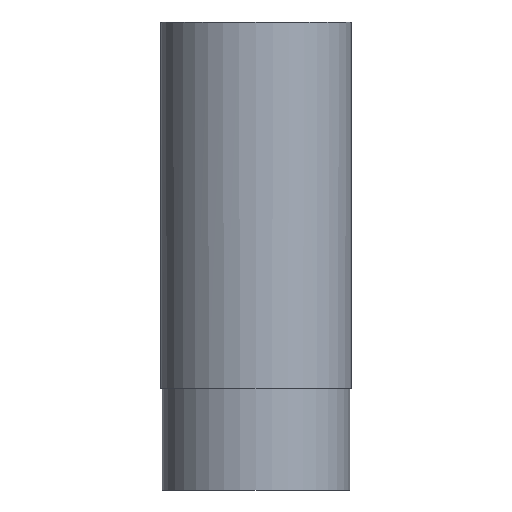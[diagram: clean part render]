
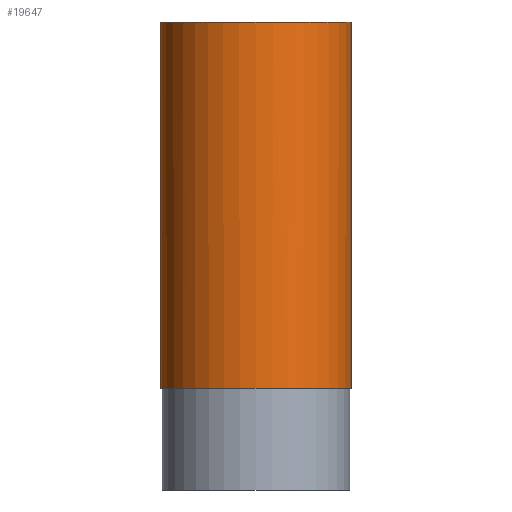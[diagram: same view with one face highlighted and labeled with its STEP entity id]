
A CAD part, left-side view. The second image highlights one B-rep face of the part: STEP entity #19647.
In plain terms, the highlighted cylindrical face has radius 28.15 mm (diameter 56.3 mm), a full revolution.
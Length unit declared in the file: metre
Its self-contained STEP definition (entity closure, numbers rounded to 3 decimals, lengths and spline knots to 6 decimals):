
#767=B_SPLINE_CURVE_WITH_KNOTS('',3,(#41083,#41084,#41085,#41086,#41087,
#41088),.UNSPECIFIED.,.F.,.F.,(4,1,1,4),(0.015436,0.019299,
0.023163,0.030889),.UNSPECIFIED.);
#768=B_SPLINE_CURVE_WITH_KNOTS('',3,(#41095,#41096,#41097,#41098,#41099),
 .UNSPECIFIED.,.F.,.F.,(4,1,4),(0.,0.007718,
0.015436),.UNSPECIFIED.);
#1409=CIRCLE('',#21874,0.02815);
#1410=CIRCLE('',#21875,0.02815);
#1625=CYLINDRICAL_SURFACE('',#21873,0.02815);
#6836=ORIENTED_EDGE('',*,*,#10107,.T.);
#6837=ORIENTED_EDGE('',*,*,#10075,.F.);
#6838=ORIENTED_EDGE('',*,*,#10108,.F.);
#6839=ORIENTED_EDGE('',*,*,#10109,.F.);
#6840=ORIENTED_EDGE('',*,*,#10110,.T.);
#6841=ORIENTED_EDGE('',*,*,#10071,.T.);
#6842=ORIENTED_EDGE('',*,*,#10111,.T.);
#6843=ORIENTED_EDGE('',*,*,#10066,.T.);
#6844=ORIENTED_EDGE('',*,*,#10112,.T.);
#6845=ORIENTED_EDGE('',*,*,#10113,.F.);
#10066=EDGE_CURVE('',#12391,#12392,#14094,.T.);
#10071=EDGE_CURVE('',#12397,#12396,#14097,.T.);
#10075=EDGE_CURVE('',#12400,#12399,#14100,.T.);
#10107=EDGE_CURVE('',#12404,#12399,#767,.T.);
#10108=EDGE_CURVE('',#12430,#12400,#14118,.T.);
#10109=EDGE_CURVE('',#12431,#12430,#14119,.T.);
#10110=EDGE_CURVE('',#12431,#12397,#1409,.T.);
#10111=EDGE_CURVE('',#12396,#12391,#14120,.T.);
#10112=EDGE_CURVE('',#12392,#12404,#768,.T.);
#10113=EDGE_CURVE('',#12432,#12432,#1410,.T.);
#12391=VERTEX_POINT('',#40952);
#12392=VERTEX_POINT('',#40953);
#12396=VERTEX_POINT('',#40971);
#12397=VERTEX_POINT('',#40973);
#12399=VERTEX_POINT('',#40980);
#12400=VERTEX_POINT('',#40982);
#12404=VERTEX_POINT('',#41005);
#12430=VERTEX_POINT('',#41090);
#12431=VERTEX_POINT('',#41092);
#12432=VERTEX_POINT('',#41101);
#14094=LINE('',#40951,#15866);
#14097=LINE('',#40972,#15869);
#14100=LINE('',#40983,#15872);
#14118=LINE('',#41089,#15890);
#14119=LINE('',#41091,#15891);
#14120=LINE('',#41094,#15892);
#15866=VECTOR('',#26055,1.);
#15869=VECTOR('',#26060,1.);
#15872=VECTOR('',#26065,1.);
#15890=VECTOR('',#26109,1.);
#15891=VECTOR('',#26110,1.);
#15892=VECTOR('',#26113,1.);
#17098=EDGE_LOOP('',(#6836,#6837,#6838,#6839,#6840,#6841,#6842,#6843,#6844));
#17099=EDGE_LOOP('',(#6845));
#18161=FACE_BOUND('',#17098,.T.);
#18162=FACE_BOUND('',#17099,.T.);
#19647=ADVANCED_FACE('',(#18161,#18162),#1625,.T.);
#21873=AXIS2_PLACEMENT_3D('',#41082,#26107,#26108);
#21874=AXIS2_PLACEMENT_3D('',#41093,#26111,#26112);
#21875=AXIS2_PLACEMENT_3D('',#41100,#26114,#26115);
#26055=DIRECTION('',(0.,0.,1.));
#26060=DIRECTION('',(0.,0.,1.));
#26065=DIRECTION('',(0.,0.,1.));
#26107=DIRECTION('',(0.,0.,-1.));
#26108=DIRECTION('',(-1.,0.,0.));
#26109=DIRECTION('',(0.,0.,1.));
#26110=DIRECTION('',(0.,0.,1.));
#26111=DIRECTION('',(0.,0.,1.));
#26112=DIRECTION('',(1.,0.,0.));
#26113=DIRECTION('',(0.,0.,1.));
#26114=DIRECTION('',(0.,0.,1.));
#26115=DIRECTION('',(1.,0.,0.));
#40951=CARTESIAN_POINT('',(-0.024049,0.014632,0.029998));
#40952=CARTESIAN_POINT('',(-0.024049,0.014632,0.128338));
#40953=CARTESIAN_POINT('',(-0.024049,0.014632,0.133248));
#40971=CARTESIAN_POINT('',(-0.024049,0.014632,0.125378));
#40972=CARTESIAN_POINT('',(-0.024049,0.014632,0.029998));
#40973=CARTESIAN_POINT('',(-0.024049,0.014632,0.03));
#40980=CARTESIAN_POINT('',(-0.024049,-0.014632,0.133248));
#40982=CARTESIAN_POINT('',(-0.024049,-0.014632,0.128338));
#40983=CARTESIAN_POINT('',(-0.024049,-0.014632,0.029998));
#41005=CARTESIAN_POINT('',(-0.02815,0.,0.1326));
#41082=CARTESIAN_POINT('',(0.,0.,0.036));
#41083=CARTESIAN_POINT('',(-0.02815,0.,0.1326));
#41084=CARTESIAN_POINT('',(-0.02815,-0.001283,0.1326));
#41085=CARTESIAN_POINT('',(-0.027971,-0.003867,0.132648));
#41086=CARTESIAN_POINT('',(-0.026938,-0.008838,0.132899));
#41087=CARTESIAN_POINT('',(-0.02539,-0.012427,0.133174));
#41088=CARTESIAN_POINT('',(-0.024049,-0.014632,0.133248));
#41089=CARTESIAN_POINT('',(-0.024049,-0.014632,0.029998));
#41090=CARTESIAN_POINT('',(-0.024049,-0.014632,0.125378));
#41091=CARTESIAN_POINT('',(-0.024049,-0.014632,0.029998));
#41092=CARTESIAN_POINT('',(-0.024049,-0.014632,0.03));
#41093=CARTESIAN_POINT('',(0.,0.,0.03));
#41094=CARTESIAN_POINT('',(-0.024049,0.014632,0.029998));
#41095=CARTESIAN_POINT('',(-0.024049,0.014632,0.133248));
#41096=CARTESIAN_POINT('',(-0.025389,0.012429,0.133174));
#41097=CARTESIAN_POINT('',(-0.027452,0.00766,0.132805));
#41098=CARTESIAN_POINT('',(-0.02815,0.002563,0.1326));
#41099=CARTESIAN_POINT('',(-0.02815,0.,0.1326));
#41100=CARTESIAN_POINT('',(0.,0.,0.138));
#41101=CARTESIAN_POINT('',(0.02815,0.,0.138));
